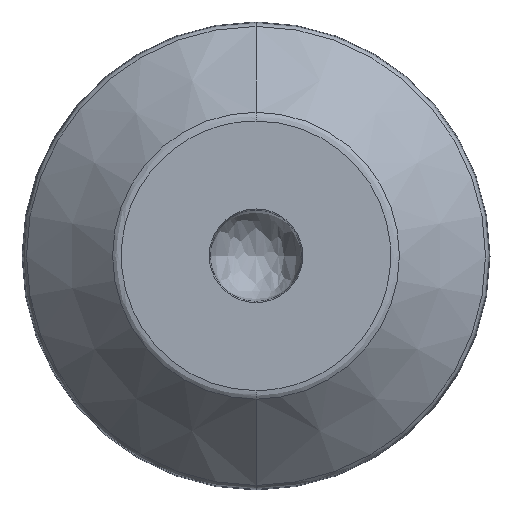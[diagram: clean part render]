
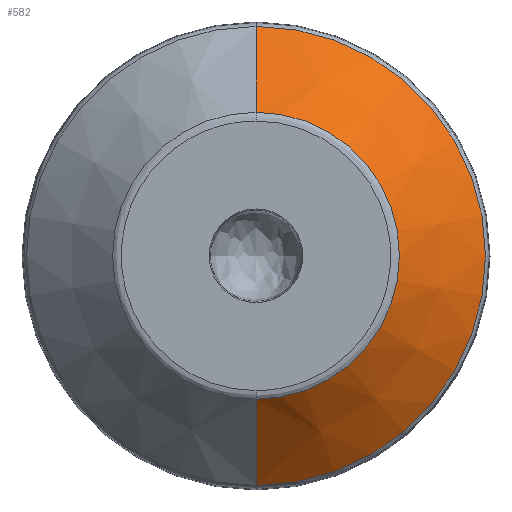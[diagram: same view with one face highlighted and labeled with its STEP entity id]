
A CAD part, top view. The second image highlights one B-rep face of the part: STEP entity #582.
In plain terms, the highlighted conical face has half-angle 45 degrees and reference radius 37.273 mm.
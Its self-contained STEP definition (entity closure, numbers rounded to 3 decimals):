
#36 = DIRECTION ( 'NONE',  ( 0., 1., 0. ) ) ;
#48 = DIRECTION ( 'NONE',  ( 0., 0., 1. ) ) ;
#76 = LINE ( 'NONE', #100, #702 ) ;
#94 = EDGE_CURVE ( 'NONE', #542, #568, #567, .T. ) ;
#100 = CARTESIAN_POINT ( 'NONE',  ( 0., -37.273, 7.437 ) ) ;
#103 = EDGE_CURVE ( 'NONE', #460, #542, #76, .T. ) ;
#142 = CARTESIAN_POINT ( 'NONE',  ( 0., 0., 7.437 ) ) ;
#145 = FACE_OUTER_BOUND ( 'NONE', #403, .T. ) ;
#168 = EDGE_CURVE ( 'NONE', #370, #460, #273, .T. ) ;
#199 = CARTESIAN_POINT ( 'NONE',  ( 0., 37.273, 7.437 ) ) ;
#204 = CARTESIAN_POINT ( 'NONE',  ( 0., 0., 7.437 ) ) ;
#211 = EDGE_CURVE ( 'NONE', #370, #568, #253, .T. ) ;
#226 = CARTESIAN_POINT ( 'NONE',  ( 0., 23.295, 21.414 ) ) ;
#227 = AXIS2_PLACEMENT_3D ( 'NONE', #204, #48, #644 ) ;
#228 = CARTESIAN_POINT ( 'NONE',  ( 0., -23.295, 21.414 ) ) ;
#253 = LINE ( 'NONE', #654, #401 ) ;
#256 = DIRECTION ( 'NONE',  ( 0., 1., 0. ) ) ;
#269 = DIRECTION ( 'NONE',  ( 0., 0.707, -0.707 ) ) ;
#273 = CIRCLE ( 'NONE', #429, 23.295 ) ;
#299 = ORIENTED_EDGE ( 'NONE', *, *, #94, .T. ) ;
#370 = VERTEX_POINT ( 'NONE', #226 ) ;
#400 = AXIS2_PLACEMENT_3D ( 'NONE', #142, #465, #36 ) ;
#401 = VECTOR ( 'NONE', #269, 1000. ) ;
#403 = EDGE_LOOP ( 'NONE', ( #601, #688, #299, #480 ) ) ;
#429 = AXIS2_PLACEMENT_3D ( 'NONE', #594, #592, #256 ) ;
#460 = VERTEX_POINT ( 'NONE', #228 ) ;
#465 = DIRECTION ( 'NONE',  ( 0., 0., -1. ) ) ;
#480 = ORIENTED_EDGE ( 'NONE', *, *, #211, .F. ) ;
#527 = CARTESIAN_POINT ( 'NONE',  ( 0., -37.273, 7.437 ) ) ;
#542 = VERTEX_POINT ( 'NONE', #527 ) ;
#567 = CIRCLE ( 'NONE', #227, 37.273 ) ;
#568 = VERTEX_POINT ( 'NONE', #199 ) ;
#582 = ADVANCED_FACE ( 'NONE', ( #145 ), #687, .T. ) ;
#592 = DIRECTION ( 'NONE',  ( 0., 0., -1. ) ) ;
#594 = CARTESIAN_POINT ( 'NONE',  ( 0., 0., 21.414 ) ) ;
#601 = ORIENTED_EDGE ( 'NONE', *, *, #168, .T. ) ;
#603 = DIRECTION ( 'NONE',  ( 0., -0.707, -0.707 ) ) ;
#644 = DIRECTION ( 'NONE',  ( 0., 1., 0. ) ) ;
#654 = CARTESIAN_POINT ( 'NONE',  ( 0., 37.273, 7.437 ) ) ;
#687 = CONICAL_SURFACE ( 'NONE', #400, 37.273, 0.785 ) ;
#688 = ORIENTED_EDGE ( 'NONE', *, *, #103, .T. ) ;
#702 = VECTOR ( 'NONE', #603, 1000. ) ;
